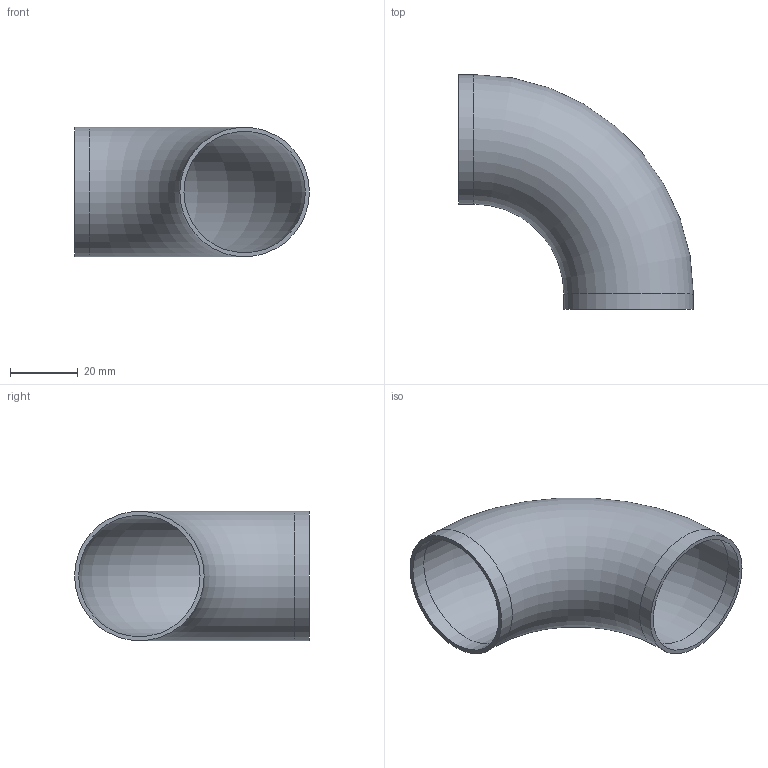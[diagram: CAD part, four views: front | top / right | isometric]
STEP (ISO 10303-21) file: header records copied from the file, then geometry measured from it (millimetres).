
FILE_DESCRIPTION(/* description */ (''),/* implementation_level */ '2;1');
FILE_NAME(/* name */ 'D-1 15.stp',/* time_stamp */ '2022-04-08T16:23:04+09:00',/* author */ ('3dcad-eng'),/* organization */ (''),/* preprocessor_version */ 'ST-DEVELOPER v18.1',/* originating_system */ 'Autodesk Inventor 2022',/* authorisation */ '');
FILE_SCHEMA (('AUTOMOTIVE_DESIGN { 1 0 10303 214 3 1 1 }'));
Length unit declared in the file: millimetre
Products named in the file (1): D-1 15
Bounding box: 69.05 x 69.05 x 38.1 mm (x, y, z)
Volume: 11194.3 mm3; surface area: 18935.4 mm2
Topology: 1 solids, 1 shells, 8 faces, 16 edges, 10 vertices
Faces by surface type: cylinder 4, torus 2, plane 2
Full cylindrical faces by diameter (mm): 35.7 x2, 38.1 x2
Entity records: 261 total; most frequent: DIRECTION 46, CARTESIAN_POINT 35, ORIENTED_EDGE 32, AXIS2_PLACEMENT_3D 21, EDGE_CURVE 16, CIRCLE 12, EDGE_LOOP 10, VERTEX_POINT 10
